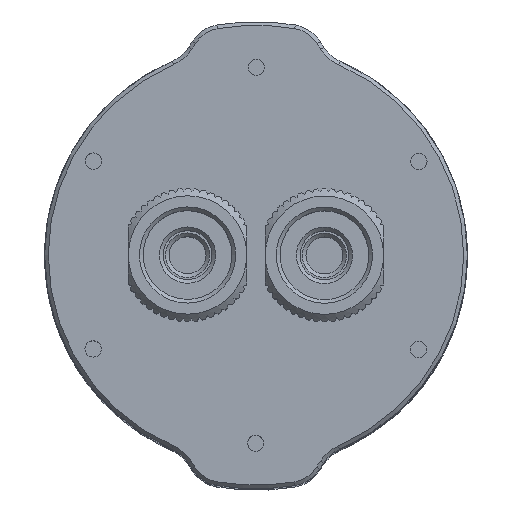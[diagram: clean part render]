
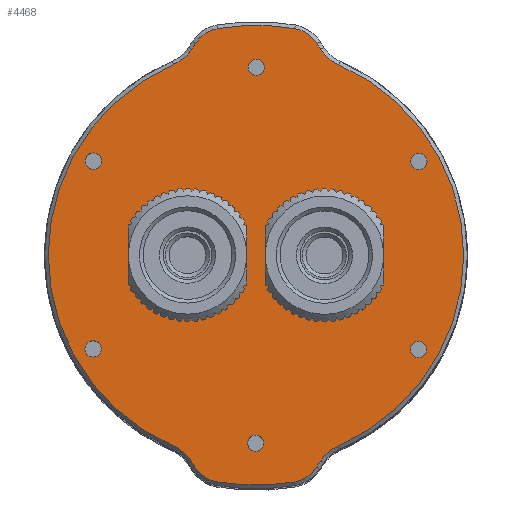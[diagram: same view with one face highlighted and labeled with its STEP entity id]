
A CAD part, top view. The second image highlights one B-rep face of the part: STEP entity #4468.
In plain terms, the highlighted planar face has unit normal (0, 0, 1).
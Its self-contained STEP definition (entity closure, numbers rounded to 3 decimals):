
#151=PLANE('',#4868);
#294=FACE_BOUND('',#804,.T.);
#295=FACE_BOUND('',#805,.T.);
#296=FACE_BOUND('',#806,.T.);
#297=FACE_BOUND('',#807,.T.);
#298=FACE_BOUND('',#808,.T.);
#299=FACE_BOUND('',#809,.T.);
#300=FACE_BOUND('',#810,.T.);
#301=FACE_BOUND('',#811,.T.);
#513=FACE_OUTER_BOUND('',#803,.T.);
#803=EDGE_LOOP('',(#3156,#3157,#3158,#3159,#3160,#3161,#3162,#3163,#3164,
#3165,#3166,#3167,#3168,#3169,#3170,#3171));
#804=EDGE_LOOP('',(#3172));
#805=EDGE_LOOP('',(#3173));
#806=EDGE_LOOP('',(#3174));
#807=EDGE_LOOP('',(#3175));
#808=EDGE_LOOP('',(#3176));
#809=EDGE_LOOP('',(#3177));
#810=EDGE_LOOP('',(#3178));
#811=EDGE_LOOP('',(#3179));
#1183=LINE('',#6858,#1485);
#1184=LINE('',#6866,#1486);
#1185=LINE('',#6874,#1487);
#1186=LINE('',#6878,#1488);
#1485=VECTOR('',#5462,1000.);
#1486=VECTOR('',#5469,1000.);
#1487=VECTOR('',#5476,1000.);
#1488=VECTOR('',#5481,1000.);
#1783=CIRCLE('',#4840,31.075);
#1786=CIRCLE('',#4844,5.1);
#1788=CIRCLE('',#4847,5.1);
#1789=CIRCLE('',#4849,1.1);
#1791=CIRCLE('',#4852,1.1);
#1793=CIRCLE('',#4855,1.1);
#1795=CIRCLE('',#4858,1.1);
#1797=CIRCLE('',#4861,1.1);
#1799=CIRCLE('',#4864,1.1);
#1802=CIRCLE('',#4869,5.5);
#1803=CIRCLE('',#4870,28.075);
#1804=CIRCLE('',#4871,5.5);
#1805=CIRCLE('',#4872,4.5);
#1806=CIRCLE('',#4873,31.075);
#1807=CIRCLE('',#4874,4.5);
#1808=CIRCLE('',#4875,5.5);
#1809=CIRCLE('',#4876,28.075);
#1810=CIRCLE('',#4877,5.5);
#1811=CIRCLE('',#4878,4.5);
#1812=CIRCLE('',#4879,4.5);
#2040=VERTEX_POINT('',#6795);
#2041=VERTEX_POINT('',#6796);
#2045=VERTEX_POINT('',#6806);
#2047=VERTEX_POINT('',#6811);
#2048=VERTEX_POINT('',#6814);
#2050=VERTEX_POINT('',#6819);
#2052=VERTEX_POINT('',#6824);
#2054=VERTEX_POINT('',#6829);
#2056=VERTEX_POINT('',#6834);
#2058=VERTEX_POINT('',#6839);
#2062=VERTEX_POINT('',#6850);
#2063=VERTEX_POINT('',#6851);
#2064=VERTEX_POINT('',#6853);
#2065=VERTEX_POINT('',#6855);
#2066=VERTEX_POINT('',#6857);
#2067=VERTEX_POINT('',#6859);
#2068=VERTEX_POINT('',#6861);
#2069=VERTEX_POINT('',#6863);
#2070=VERTEX_POINT('',#6865);
#2071=VERTEX_POINT('',#6867);
#2072=VERTEX_POINT('',#6869);
#2073=VERTEX_POINT('',#6871);
#2074=VERTEX_POINT('',#6873);
#2075=VERTEX_POINT('',#6876);
#2489=EDGE_CURVE('',#2040,#2041,#1783,.T.);
#2494=EDGE_CURVE('',#2045,#2045,#1786,.T.);
#2496=EDGE_CURVE('',#2047,#2047,#1788,.T.);
#2497=EDGE_CURVE('',#2048,#2048,#1789,.T.);
#2499=EDGE_CURVE('',#2050,#2050,#1791,.T.);
#2501=EDGE_CURVE('',#2052,#2052,#1793,.T.);
#2503=EDGE_CURVE('',#2054,#2054,#1795,.T.);
#2505=EDGE_CURVE('',#2056,#2056,#1797,.T.);
#2507=EDGE_CURVE('',#2058,#2058,#1799,.T.);
#2512=EDGE_CURVE('',#2062,#2063,#1802,.T.);
#2513=EDGE_CURVE('',#2063,#2064,#1803,.T.);
#2514=EDGE_CURVE('',#2064,#2065,#1804,.T.);
#2515=EDGE_CURVE('',#2065,#2066,#1183,.T.);
#2516=EDGE_CURVE('',#2066,#2067,#1805,.T.);
#2517=EDGE_CURVE('',#2067,#2068,#1806,.T.);
#2518=EDGE_CURVE('',#2068,#2069,#1807,.T.);
#2519=EDGE_CURVE('',#2069,#2070,#1184,.T.);
#2520=EDGE_CURVE('',#2070,#2071,#1808,.T.);
#2521=EDGE_CURVE('',#2071,#2072,#1809,.T.);
#2522=EDGE_CURVE('',#2072,#2073,#1810,.T.);
#2523=EDGE_CURVE('',#2073,#2074,#1185,.T.);
#2524=EDGE_CURVE('',#2074,#2040,#1811,.T.);
#2525=EDGE_CURVE('',#2041,#2075,#1812,.T.);
#2526=EDGE_CURVE('',#2075,#2062,#1186,.T.);
#3156=ORIENTED_EDGE('',*,*,#2512,.T.);
#3157=ORIENTED_EDGE('',*,*,#2513,.T.);
#3158=ORIENTED_EDGE('',*,*,#2514,.T.);
#3159=ORIENTED_EDGE('',*,*,#2515,.T.);
#3160=ORIENTED_EDGE('',*,*,#2516,.T.);
#3161=ORIENTED_EDGE('',*,*,#2517,.T.);
#3162=ORIENTED_EDGE('',*,*,#2518,.T.);
#3163=ORIENTED_EDGE('',*,*,#2519,.T.);
#3164=ORIENTED_EDGE('',*,*,#2520,.T.);
#3165=ORIENTED_EDGE('',*,*,#2521,.T.);
#3166=ORIENTED_EDGE('',*,*,#2522,.T.);
#3167=ORIENTED_EDGE('',*,*,#2523,.T.);
#3168=ORIENTED_EDGE('',*,*,#2524,.T.);
#3169=ORIENTED_EDGE('',*,*,#2489,.T.);
#3170=ORIENTED_EDGE('',*,*,#2525,.T.);
#3171=ORIENTED_EDGE('',*,*,#2526,.T.);
#3172=ORIENTED_EDGE('',*,*,#2494,.F.);
#3173=ORIENTED_EDGE('',*,*,#2496,.F.);
#3174=ORIENTED_EDGE('',*,*,#2499,.F.);
#3175=ORIENTED_EDGE('',*,*,#2503,.F.);
#3176=ORIENTED_EDGE('',*,*,#2507,.F.);
#3177=ORIENTED_EDGE('',*,*,#2505,.F.);
#3178=ORIENTED_EDGE('',*,*,#2501,.F.);
#3179=ORIENTED_EDGE('',*,*,#2497,.F.);
#4468=ADVANCED_FACE('',(#513,#294,#295,#296,#297,#298,#299,#300,#301),#151,
 .F.);
#4840=AXIS2_PLACEMENT_3D('',#6797,#5394,#5395);
#4844=AXIS2_PLACEMENT_3D('',#6807,#5404,#5405);
#4847=AXIS2_PLACEMENT_3D('',#6812,#5410,#5411);
#4849=AXIS2_PLACEMENT_3D('',#6815,#5414,#5415);
#4852=AXIS2_PLACEMENT_3D('',#6820,#5420,#5421);
#4855=AXIS2_PLACEMENT_3D('',#6825,#5426,#5427);
#4858=AXIS2_PLACEMENT_3D('',#6830,#5432,#5433);
#4861=AXIS2_PLACEMENT_3D('',#6835,#5438,#5439);
#4864=AXIS2_PLACEMENT_3D('',#6840,#5444,#5445);
#4868=AXIS2_PLACEMENT_3D('',#6849,#5454,#5455);
#4869=AXIS2_PLACEMENT_3D('',#6852,#5456,#5457);
#4870=AXIS2_PLACEMENT_3D('',#6854,#5458,#5459);
#4871=AXIS2_PLACEMENT_3D('',#6856,#5460,#5461);
#4872=AXIS2_PLACEMENT_3D('',#6860,#5463,#5464);
#4873=AXIS2_PLACEMENT_3D('',#6862,#5465,#5466);
#4874=AXIS2_PLACEMENT_3D('',#6864,#5467,#5468);
#4875=AXIS2_PLACEMENT_3D('',#6868,#5470,#5471);
#4876=AXIS2_PLACEMENT_3D('',#6870,#5472,#5473);
#4877=AXIS2_PLACEMENT_3D('',#6872,#5474,#5475);
#4878=AXIS2_PLACEMENT_3D('',#6875,#5477,#5478);
#4879=AXIS2_PLACEMENT_3D('',#6877,#5479,#5480);
#5394=DIRECTION('center_axis',(0.,0.,1.));
#5395=DIRECTION('ref_axis',(-1.,0.,0.));
#5404=DIRECTION('center_axis',(0.,0.,1.));
#5405=DIRECTION('ref_axis',(1.,0.,0.));
#5410=DIRECTION('center_axis',(0.,0.,1.));
#5411=DIRECTION('ref_axis',(1.,0.,0.));
#5414=DIRECTION('center_axis',(0.,0.,1.));
#5415=DIRECTION('ref_axis',(1.,0.,0.));
#5420=DIRECTION('center_axis',(0.,0.,1.));
#5421=DIRECTION('ref_axis',(1.,0.,0.));
#5426=DIRECTION('center_axis',(0.,0.,1.));
#5427=DIRECTION('ref_axis',(1.,0.,0.));
#5432=DIRECTION('center_axis',(0.,0.,1.));
#5433=DIRECTION('ref_axis',(1.,0.,0.));
#5438=DIRECTION('center_axis',(0.,0.,1.));
#5439=DIRECTION('ref_axis',(1.,0.,0.));
#5444=DIRECTION('center_axis',(0.,0.,1.));
#5445=DIRECTION('ref_axis',(1.,0.,0.));
#5454=DIRECTION('center_axis',(0.,0.,-1.));
#5455=DIRECTION('ref_axis',(-1.,0.,0.));
#5456=DIRECTION('center_axis',(0.,0.,-1.));
#5457=DIRECTION('ref_axis',(-1.,0.,0.));
#5458=DIRECTION('center_axis',(0.,0.,1.));
#5459=DIRECTION('ref_axis',(-1.,0.,0.));
#5460=DIRECTION('center_axis',(0.,0.,-1.));
#5461=DIRECTION('ref_axis',(-1.,0.,0.));
#5462=DIRECTION('',(0.842,0.539,0.));
#5463=DIRECTION('center_axis',(0.,0.,1.));
#5464=DIRECTION('ref_axis',(-1.,0.,0.));
#5465=DIRECTION('center_axis',(0.,0.,1.));
#5466=DIRECTION('ref_axis',(-1.,0.,0.));
#5467=DIRECTION('center_axis',(0.,0.,1.));
#5468=DIRECTION('ref_axis',(-1.,0.,0.));
#5469=DIRECTION('',(-0.842,0.539,0.));
#5470=DIRECTION('center_axis',(0.,0.,-1.));
#5471=DIRECTION('ref_axis',(-1.,0.,0.));
#5472=DIRECTION('center_axis',(0.,0.,1.));
#5473=DIRECTION('ref_axis',(-1.,0.,0.));
#5474=DIRECTION('center_axis',(0.,0.,-1.));
#5475=DIRECTION('ref_axis',(-1.,0.,0.));
#5476=DIRECTION('',(-0.842,-0.539,0.));
#5477=DIRECTION('center_axis',(0.,0.,1.));
#5478=DIRECTION('ref_axis',(-1.,0.,0.));
#5479=DIRECTION('center_axis',(0.,0.,1.));
#5480=DIRECTION('ref_axis',(-1.,0.,0.));
#5481=DIRECTION('',(0.842,-0.539,0.));
#6795=CARTESIAN_POINT('',(-30.641,5.173,6.));
#6796=CARTESIAN_POINT('',(-30.641,-5.173,6.));
#6797=CARTESIAN_POINT('Origin',(0.,0.,6.));
#6806=CARTESIAN_POINT('',(5.1,9.25,6.));
#6807=CARTESIAN_POINT('Origin',(0.,9.25,6.));
#6811=CARTESIAN_POINT('',(5.1,-9.25,6.));
#6812=CARTESIAN_POINT('Origin',(0.,-9.25,6.));
#6814=CARTESIAN_POINT('',(-13.8,-21.997,6.));
#6815=CARTESIAN_POINT('Origin',(-12.7,-21.997,6.));
#6819=CARTESIAN_POINT('',(24.3,0.,6.));
#6820=CARTESIAN_POINT('Origin',(25.4,0.,
6.));
#6824=CARTESIAN_POINT('',(11.6,21.997,6.));
#6825=CARTESIAN_POINT('Origin',(12.7,21.997,6.));
#6829=CARTESIAN_POINT('',(-13.8,21.997,6.));
#6830=CARTESIAN_POINT('Origin',(-12.7,21.997,6.));
#6834=CARTESIAN_POINT('',(11.6,-21.997,6.));
#6835=CARTESIAN_POINT('Origin',(12.7,-21.997,6.));
#6839=CARTESIAN_POINT('',(-26.5,0.,6.));
#6840=CARTESIAN_POINT('Origin',(-25.4,0.,
6.));
#6849=CARTESIAN_POINT('Origin',(0.,0.,6.));
#6850=CARTESIAN_POINT('',(-27.84,-8.72,6.));
#6851=CARTESIAN_POINT('',(-25.76,-11.164,6.));
#6852=CARTESIAN_POINT('Origin',(-30.806,-13.351,6.));
#6853=CARTESIAN_POINT('',(25.76,-11.164,6.));
#6854=CARTESIAN_POINT('Origin',(0.,0.,6.));
#6855=CARTESIAN_POINT('',(27.84,-8.72,6.));
#6856=CARTESIAN_POINT('Origin',(30.806,-13.351,6.));
#6857=CARTESIAN_POINT('',(28.631,-8.213,6.));
#6858=CARTESIAN_POINT('',(12.059,-18.827,6.));
#6859=CARTESIAN_POINT('',(30.641,-5.173,6.));
#6860=CARTESIAN_POINT('Origin',(26.204,-4.423,6.));
#6861=CARTESIAN_POINT('',(30.641,5.173,6.));
#6862=CARTESIAN_POINT('Origin',(0.,0.,6.));
#6863=CARTESIAN_POINT('',(28.631,8.213,6.));
#6864=CARTESIAN_POINT('Origin',(26.204,4.423,6.));
#6865=CARTESIAN_POINT('',(27.84,8.72,6.));
#6866=CARTESIAN_POINT('',(12.059,18.827,6.));
#6867=CARTESIAN_POINT('',(25.76,11.164,6.));
#6868=CARTESIAN_POINT('Origin',(30.806,13.351,6.));
#6869=CARTESIAN_POINT('',(-25.76,11.164,6.));
#6870=CARTESIAN_POINT('Origin',(0.,0.,6.));
#6871=CARTESIAN_POINT('',(-27.84,8.72,6.));
#6872=CARTESIAN_POINT('Origin',(-30.806,13.351,6.));
#6873=CARTESIAN_POINT('',(-28.631,8.213,6.));
#6874=CARTESIAN_POINT('',(-12.059,18.827,6.));
#6875=CARTESIAN_POINT('Origin',(-26.204,4.423,6.));
#6876=CARTESIAN_POINT('',(-28.631,-8.213,6.));
#6877=CARTESIAN_POINT('Origin',(-26.204,-4.423,6.));
#6878=CARTESIAN_POINT('',(-12.059,-18.827,6.));
